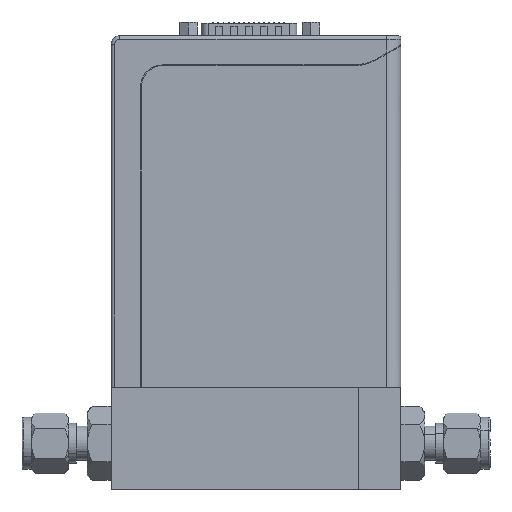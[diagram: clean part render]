
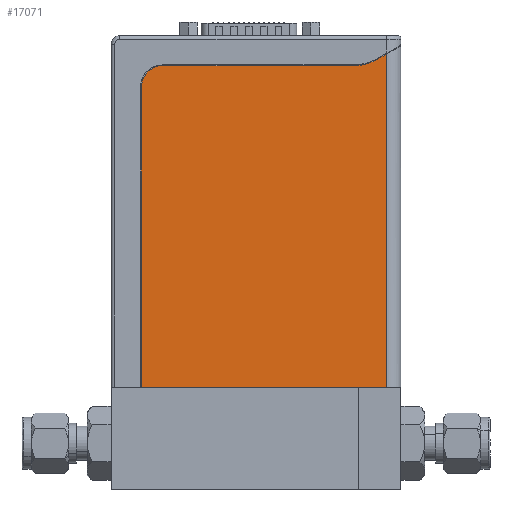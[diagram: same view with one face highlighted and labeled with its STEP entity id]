
A CAD part, left-side view. The second image highlights one B-rep face of the part: STEP entity #17071.
In plain terms, the highlighted planar face has unit normal (-1, 0, 0).
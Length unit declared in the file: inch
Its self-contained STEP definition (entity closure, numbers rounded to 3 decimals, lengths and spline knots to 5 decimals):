
#3638 = LINE ( 'NONE', #18297, #3639 ) ;
#3639 = VECTOR ( 'NONE', #18307, 39.37008 ) ;
#6224 = EDGE_CURVE ( 'NONE', #10954, #10883, #8778, .T. ) ;
#6227 = EDGE_CURVE ( 'NONE', #10883, #10913, #8788, .T. ) ;
#7458 = CARTESIAN_POINT ( 'NONE',  ( -1.12106, 2.33071, 4.32283 ) ) ;
#7463 = DIRECTION ( 'NONE',  ( 0., 0., 1. ) ) ;
#7470 = CARTESIAN_POINT ( 'NONE',  ( -1.12106, 2.10236, 4.32283 ) ) ;
#7471 = DIRECTION ( 'NONE',  ( 1., 0., 0. ) ) ;
#7472 = DIRECTION ( 'NONE',  ( 0., 0., 1. ) ) ;
#8778 = LINE ( 'NONE', #7458, #8785 ) ;
#8785 = VECTOR ( 'NONE', #7463, 39.37008 ) ;
#8788 = CIRCLE ( 'NONE', #12492, 0.22835 ) ;
#9272 = LINE ( 'NONE', #18286, #9281 ) ;
#9276 = VECTOR ( 'NONE', #18292, 39.37008 ) ;
#9279 = CIRCLE ( 'NONE', #12500, 0.47244 ) ;
#9280 = VECTOR ( 'NONE', #18290, 39.37008 ) ;
#9281 = VECTOR ( 'NONE', #18284, 39.37008 ) ;
#9282 = LINE ( 'NONE', #18287, #9280 ) ;
#9758 = FACE_OUTER_BOUND ( 'NONE', #10275, .T. ) ;
#10275 = EDGE_LOOP ( 'NONE', ( #21235, #21234, #21029, #20998, #20996, #21089, #21088 ) ) ;
#10851 = VERTEX_POINT ( 'NONE', #12396 ) ;
#10883 = VERTEX_POINT ( 'NONE', #18130 ) ;
#10908 = VERTEX_POINT ( 'NONE', #18172 ) ;
#10913 = VERTEX_POINT ( 'NONE', #18181 ) ;
#10920 = VERTEX_POINT ( 'NONE', #18193 ) ;
#10938 = VERTEX_POINT ( 'NONE', #18223 ) ;
#10954 = VERTEX_POINT ( 'NONE', #18249 ) ;
#10996 = EDGE_CURVE ( 'NONE', #10938, #10920, #9272, .T. ) ;
#10997 = EDGE_CURVE ( 'NONE', #10908, #10938, #9282, .T. ) ;
#10998 = EDGE_CURVE ( 'NONE', #10851, #10908, #9279, .T. ) ;
#10999 = EDGE_CURVE ( 'NONE', #10913, #10851, #19404, .T. ) ;
#11000 = EDGE_CURVE ( 'NONE', #10920, #10954, #3638, .T. ) ;
#12396 = CARTESIAN_POINT ( 'NONE',  ( -1.12106, 0.04495, 4.55118 ) ) ;
#12492 = AXIS2_PLACEMENT_3D ( 'NONE', #7470, #7471, #7472 ) ;
#12500 = AXIS2_PLACEMENT_3D ( 'NONE', #18300, #18302, #18304 ) ;
#13069 = AXIS2_PLACEMENT_3D ( 'NONE', #16502, #16511, #16512 ) ;
#16502 = CARTESIAN_POINT ( 'NONE',  ( -1.12106, 2.10236, 4.32283 ) ) ;
#16509 = PLANE ( 'NONE',  #13069 ) ;
#16511 = DIRECTION ( 'NONE',  ( 1., 0., 0. ) ) ;
#16512 = DIRECTION ( 'NONE',  ( 0., 0., -1. ) ) ;
#17071 = ADVANCED_FACE ( 'NONE', ( #9758 ), #16509, .F. ) ;
#18130 = CARTESIAN_POINT ( 'NONE',  ( -1.12106, 2.33071, 4.32283 ) ) ;
#18172 = CARTESIAN_POINT ( 'NONE',  ( -1.12106, -0.19127, 4.61448 ) ) ;
#18181 = CARTESIAN_POINT ( 'NONE',  ( -1.12106, 2.10236, 4.55118 ) ) ;
#18193 = CARTESIAN_POINT ( 'NONE',  ( -1.12106, -0.29528, 1.10236 ) ) ;
#18223 = CARTESIAN_POINT ( 'NONE',  ( -1.12106, -0.29528, 4.67452 ) ) ;
#18249 = CARTESIAN_POINT ( 'NONE',  ( -1.12106, 2.33071, 1.10236 ) ) ;
#18284 = DIRECTION ( 'NONE',  ( 0., 0., -1. ) ) ;
#18286 = CARTESIAN_POINT ( 'NONE',  ( -1.12106, -0.29528, 4.32283 ) ) ;
#18287 = CARTESIAN_POINT ( 'NONE',  ( -1.12106, -0.19127, 4.61448 ) ) ;
#18290 = DIRECTION ( 'NONE',  ( 0., -0.866, 0.5 ) ) ;
#18292 = DIRECTION ( 'NONE',  ( 0., -1., 0. ) ) ;
#18297 = CARTESIAN_POINT ( 'NONE',  ( -1.12106, 2.10236, 1.10236 ) ) ;
#18298 = CARTESIAN_POINT ( 'NONE',  ( -1.12106, 2.10236, 4.55118 ) ) ;
#18300 = CARTESIAN_POINT ( 'NONE',  ( -1.12106, 0.04495, 5.02362 ) ) ;
#18302 = DIRECTION ( 'NONE',  ( -1., 0., 0. ) ) ;
#18304 = DIRECTION ( 'NONE',  ( 0., 0., 1. ) ) ;
#18307 = DIRECTION ( 'NONE',  ( 0., 1., 0. ) ) ;
#19404 = LINE ( 'NONE', #18298, #9276 ) ;
#20996 = ORIENTED_EDGE ( 'NONE', *, *, #6227, .F. ) ;
#20998 = ORIENTED_EDGE ( 'NONE', *, *, #10999, .F. ) ;
#21029 = ORIENTED_EDGE ( 'NONE', *, *, #10998, .F. ) ;
#21088 = ORIENTED_EDGE ( 'NONE', *, *, #11000, .F. ) ;
#21089 = ORIENTED_EDGE ( 'NONE', *, *, #6224, .F. ) ;
#21234 = ORIENTED_EDGE ( 'NONE', *, *, #10997, .F. ) ;
#21235 = ORIENTED_EDGE ( 'NONE', *, *, #10996, .F. ) ;
